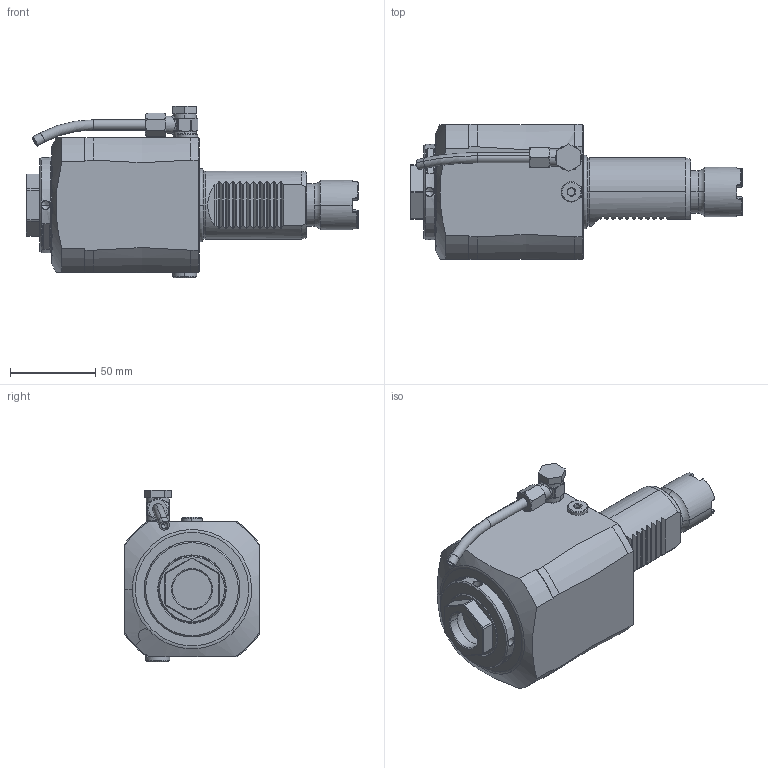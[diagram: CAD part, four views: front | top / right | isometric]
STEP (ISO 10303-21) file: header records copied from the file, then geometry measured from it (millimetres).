
FILE_DESCRIPTION((''),'2;1');
FILE_NAME('NGT1_40_155_32_3HDJA','2022-05-24T',('vali'),('NOVA GRUP'),'PRO/ENGINEER BY PARAMETRIC TECHNOLOGY CORPORATION, 2010280','PRO/ENGINEER BY PARAMETRIC TECHNOLOGY CORPORATION, 2010280','');
FILE_SCHEMA(('CONFIG_CONTROL_DESIGN'));
Length unit declared in the file: millimetre
Products named in the file (1): NGT1_40_155_32_3HDJA
Bounding box: 194.5 x 79 x 100.4 mm (x, y, z)
Volume: 618014.6 mm3; surface area: 56677.2 mm2
Topology: 2 solids, 3 shells, 428 faces, 1068 edges, 660 vertices
Faces by surface type: plane 168, cylinder 103, cone 64, bspline 54, torus 39
Entity records: 17887 total; most frequent: CARTESIAN_POINT 8328, ORIENTED_EDGE 2120, DIRECTION 1772, EDGE_CURVE 1060, AXIS2_PLACEMENT_3D 685, VERTEX_POINT 660, EDGE_LOOP 458, FACE_OUTER_BOUND 428
